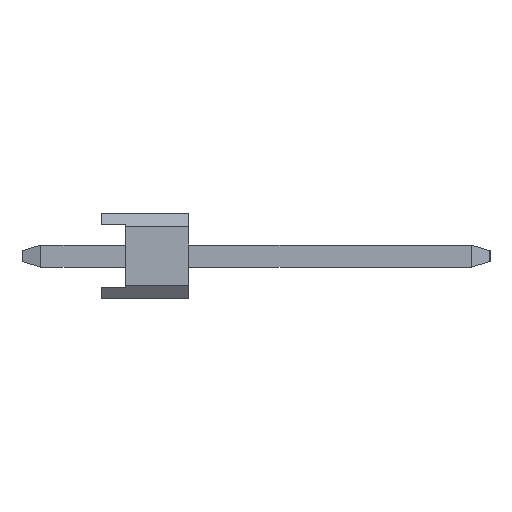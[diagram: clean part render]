
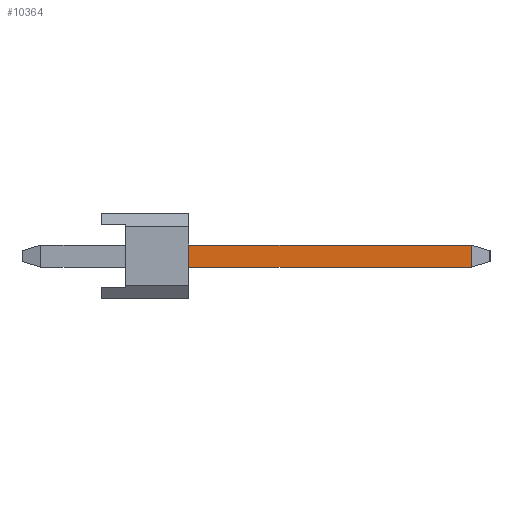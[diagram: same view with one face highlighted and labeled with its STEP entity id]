
A CAD part, left-side view. The second image highlights one B-rep face of the part: STEP entity #10364.
In plain terms, the highlighted planar face has unit normal (-1, 0, 0).
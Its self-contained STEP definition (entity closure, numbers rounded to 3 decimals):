
#3816=VERTEX_POINT('',#11214);
#5842=EDGE_CURVE('',#9852,#9822,#13422,.T.);
#7110=EDGE_CURVE('',#9822,#3816,#14844,.T.);
#7242=EDGE_CURVE('',#9188,#9852,#14989,.T.);
#7418=EDGE_CURVE('',#3816,#9188,#15211,.T.);
#9188=VERTEX_POINT('',#17154);
#9822=VERTEX_POINT('',#17842);
#9852=VERTEX_POINT('',#17877);
#10364=ADVANCED_FACE('',(#18443),#18444,.T.);
#11214=CARTESIAN_POINT('',(-29.53,-2.54,-0.32));
#13422=LINE('',#22652,#22653);
#14844=LINE('',#24694,#24695);
#14989=LINE('',#24909,#24910);
#15211=LINE('',#25221,#25222);
#17154=CARTESIAN_POINT('',(-29.53,-2.54,0.32));
#17842=CARTESIAN_POINT('',(-29.53,-10.744,-0.32));
#17877=CARTESIAN_POINT('',(-29.53,-10.744,0.32));
#18443=FACE_OUTER_BOUND('',#29894,.T.);
#18444=PLANE('',#29895);
#22652=CARTESIAN_POINT('',(-29.53,-10.744,0.5));
#22653=VECTOR('',#33143,1.0);
#24694=CARTESIAN_POINT('',(-29.53,1.764,-0.32));
#24695=VECTOR('',#34819,1.0);
#24909=CARTESIAN_POINT('',(-29.53,-4.49,0.32));
#24910=VECTOR('',#34962,1.0);
#25221=CARTESIAN_POINT('',(-29.53,-2.54,0.252));
#25222=VECTOR('',#35467,1.0);
#29894=EDGE_LOOP('',(#38551,#38552,#38553,#38554));
#29895=AXIS2_PLACEMENT_3D('',#38555,#38556,#38557);
#33143=DIRECTION('',(0.0,0.,-1.0));
#34819=DIRECTION('',(0.,1.0,0.));
#34962=DIRECTION('',(0.,-1.0,0.));
#35467=DIRECTION('',(0.,0.,1.0));
#38551=ORIENTED_EDGE('',*,*,#7418,.F.);
#38552=ORIENTED_EDGE('',*,*,#7110,.F.);
#38553=ORIENTED_EDGE('',*,*,#5842,.F.);
#38554=ORIENTED_EDGE('',*,*,#7242,.F.);
#38555=CARTESIAN_POINT('',(-29.53,1.764,0.5));
#38556=DIRECTION('',(-1.0,0.,0.));
#38557=DIRECTION('',(0.,1.0,0.));
